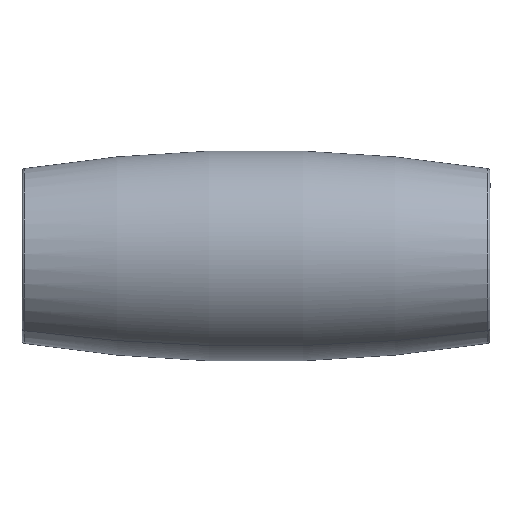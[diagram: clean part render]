
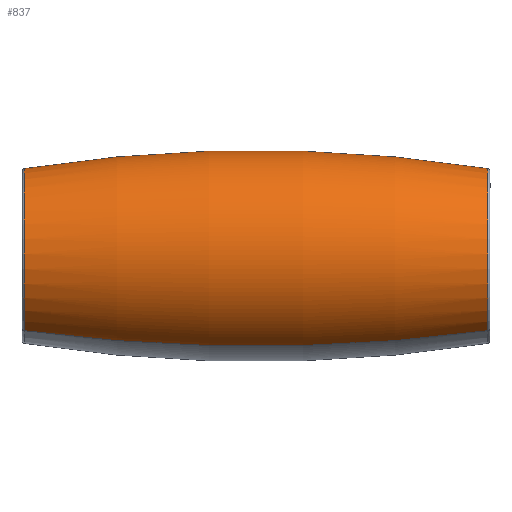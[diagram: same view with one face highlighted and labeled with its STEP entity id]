
A CAD part, left-side view. The second image highlights one B-rep face of the part: STEP entity #837.
In plain terms, the highlighted toroidal (fillet/blend) face has major radius 127.42 mm and minor radius 137.16 mm.
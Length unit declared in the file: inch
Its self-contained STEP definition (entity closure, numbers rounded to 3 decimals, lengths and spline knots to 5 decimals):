
#11 = AXIS2_PLACEMENT_3D ( 'NONE', #469, #755, #188 ) ;
#21 = DIRECTION ( 'NONE',  ( -1., 0., 0. ) ) ;
#31 = DIRECTION ( 'NONE',  ( -1., 0., 0. ) ) ;
#32 = ORIENTED_EDGE ( 'NONE', *, *, #913, .F. ) ;
#111 = ORIENTED_EDGE ( 'NONE', *, *, #594, .T. ) ;
#143 = TOROIDAL_SURFACE ( 'NONE', #759, -5.01653, 5.4 ) ;
#152 = AXIS2_PLACEMENT_3D ( 'NONE', #870, #808, #21 ) ;
#160 = DIRECTION ( 'NONE',  ( 1., 0., 0. ) ) ;
#188 = DIRECTION ( 'NONE',  ( 0., 0., -1. ) ) ;
#203 = EDGE_LOOP ( 'NONE', ( #419, #553, #111, #32 ) ) ;
#216 = CIRCLE ( 'NONE', #11, 5.4 ) ;
#228 = CARTESIAN_POINT ( 'NONE',  ( -5.01653, 0., -0.85 ) ) ;
#240 = DIRECTION ( 'NONE',  ( 0., 0., 1. ) ) ;
#261 = AXIS2_PLACEMENT_3D ( 'NONE', #228, #447, #716 ) ;
#285 = AXIS2_PLACEMENT_3D ( 'NONE', #592, #240, #160 ) ;
#317 = CARTESIAN_POINT ( 'NONE',  ( 0.31749, 0., -0.00844 ) ) ;
#377 = CARTESIAN_POINT ( 'NONE',  ( -0.31749, 0., -0.00844 ) ) ;
#419 = ORIENTED_EDGE ( 'NONE', *, *, #609, .T. ) ;
#437 = CIRCLE ( 'NONE', #152, 0.31749 ) ;
#439 = CARTESIAN_POINT ( 'NONE',  ( -0.31749, 0., -1.69156 ) ) ;
#447 = DIRECTION ( 'NONE',  ( 0., 1., 0. ) ) ;
#469 = CARTESIAN_POINT ( 'NONE',  ( 5.01653, 0., -0.85 ) ) ;
#479 = CARTESIAN_POINT ( 'NONE',  ( 0., 0., -0.85 ) ) ;
#553 = ORIENTED_EDGE ( 'NONE', *, *, #667, .T. ) ;
#557 = CIRCLE ( 'NONE', #285, 0.31749 ) ;
#575 = CARTESIAN_POINT ( 'NONE',  ( 0.31749, 0., -1.69156 ) ) ;
#592 = CARTESIAN_POINT ( 'NONE',  ( 0., 0., -1.69156 ) ) ;
#594 = EDGE_CURVE ( 'NONE', #712, #668, #557, .T. ) ;
#609 = EDGE_CURVE ( 'NONE', #708, #854, #437, .T. ) ;
#610 = FACE_OUTER_BOUND ( 'NONE', #203, .T. ) ;
#667 = EDGE_CURVE ( 'NONE', #854, #712, #831, .T. ) ;
#668 = VERTEX_POINT ( 'NONE', #439 ) ;
#708 = VERTEX_POINT ( 'NONE', #377 ) ;
#712 = VERTEX_POINT ( 'NONE', #575 ) ;
#716 = DIRECTION ( 'NONE',  ( -1., 0., 0. ) ) ;
#755 = DIRECTION ( 'NONE',  ( 0., -1., 0. ) ) ;
#759 = AXIS2_PLACEMENT_3D ( 'NONE', #479, #817, #31 ) ;
#808 = DIRECTION ( 'NONE',  ( 0., 0., -1. ) ) ;
#817 = DIRECTION ( 'NONE',  ( 0., 0., -1. ) ) ;
#831 = CIRCLE ( 'NONE', #261, 5.4 ) ;
#837 = ADVANCED_FACE ( 'NONE', ( #610 ), #143, .T. ) ;
#854 = VERTEX_POINT ( 'NONE', #317 ) ;
#870 = CARTESIAN_POINT ( 'NONE',  ( 0., 0., -0.00844 ) ) ;
#913 = EDGE_CURVE ( 'NONE', #708, #668, #216, .T. ) ;
